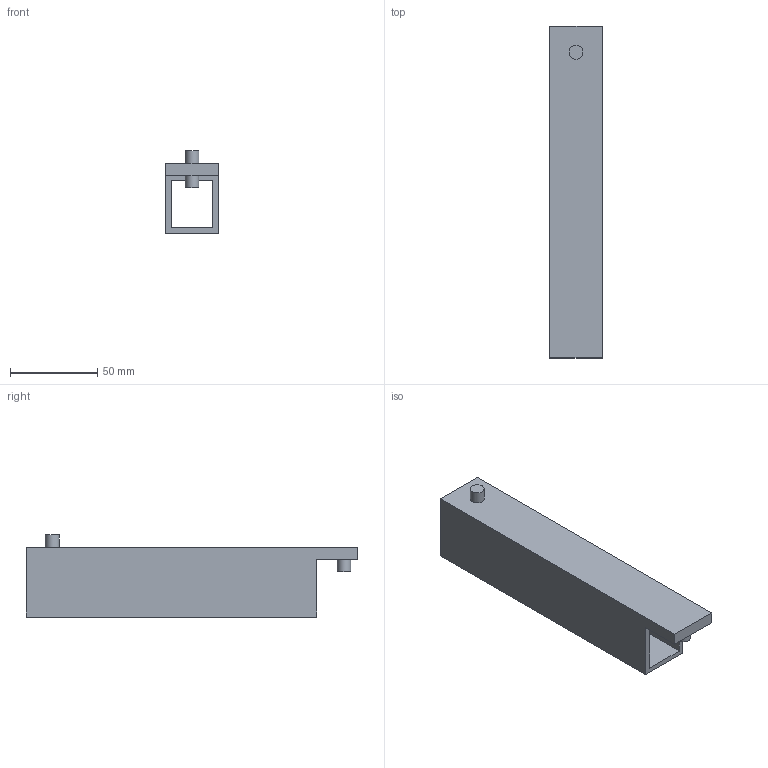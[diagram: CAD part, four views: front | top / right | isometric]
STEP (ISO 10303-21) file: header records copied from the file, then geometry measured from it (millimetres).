
FILE_DESCRIPTION(/* description */ (''),/* implementation_level */ '2;1');
FILE_NAME(/* name */ 'arm1.stp',/* time_stamp */ '2025-11-24T19:31:21-05:00',/* author */ ('Aidan'),/* organization */ (''),/* preprocessor_version */ 'ST-DEVELOPER v19.2',/* originating_system */ 'Autodesk Inventor 2024',/* authorisation */ '');
FILE_SCHEMA (('AUTOMOTIVE_DESIGN { 1 0 10303 214 3 1 1 }'));
Length unit declared in the file: millimetre
Products named in the file (1): arm1
Bounding box: 30 x 190 x 47 mm (x, y, z)
Volume: 97538 mm3; surface area: 43485.7 mm2
Topology: 1 solids, 1 shells, 16 faces, 36 edges, 24 vertices
Faces by surface type: plane 14, cylinder 2
Full cylindrical faces by diameter (mm): 7.9 x1, 8 x1
Entity records: 491 total; most frequent: CARTESIAN_POINT 77, DIRECTION 74, ORIENTED_EDGE 72, EDGE_CURVE 36, LINE 32, VECTOR 32, VERTEX_POINT 24, AXIS2_PLACEMENT_3D 21
